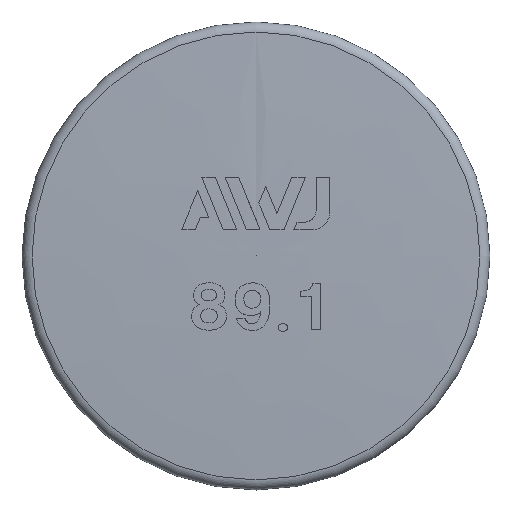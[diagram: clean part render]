
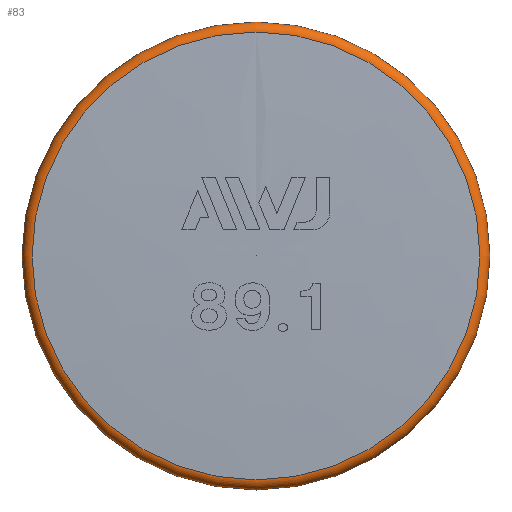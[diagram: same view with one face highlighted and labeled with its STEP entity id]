
A CAD part, top view. The second image highlights one B-rep face of the part: STEP entity #83.
In plain terms, the highlighted toroidal (fillet/blend) face has major radius 42.55 mm and minor radius 2 mm.
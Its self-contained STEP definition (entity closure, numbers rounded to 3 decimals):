
#83 = ADVANCED_FACE( '', ( #185, #186 ), #187, .T. );
#185 = FACE_OUTER_BOUND( '', #469, .T. );
#186 = FACE_OUTER_BOUND( '', #470, .T. );
#187 = TOROIDAL_SURFACE( '', #471, 42.55, 2. );
#469 = EDGE_LOOP( '', ( #966 ) );
#470 = EDGE_LOOP( '', ( #967 ) );
#471 = AXIS2_PLACEMENT_3D( '', #968, #969, #970 );
#966 = ORIENTED_EDGE( '', *, *, #1586, .F. );
#967 = ORIENTED_EDGE( '', *, *, #1555, .T. );
#968 = CARTESIAN_POINT( '', ( 0., 0., 25.09 ) );
#969 = DIRECTION( '', ( 0., 0., -1. ) );
#970 = DIRECTION( '', ( 0., 1., 0. ) );
#1555 = EDGE_CURVE( '', #1739, #1739, #1740, .T. );
#1586 = EDGE_CURVE( '', #1794, #1794, #1795, .T. );
#1739 = VERTEX_POINT( '', #2332 );
#1740 = CIRCLE( '', #2333, 42.64 );
#1794 = VERTEX_POINT( '', #2582 );
#1795 = CIRCLE( '', #2583, 44.55 );
#2332 = CARTESIAN_POINT( '', ( 0., 42.64, 27.088 ) );
#2333 = AXIS2_PLACEMENT_3D( '', #3455, #3456, #3457 );
#2582 = CARTESIAN_POINT( '', ( 0., 44.55, 25.09 ) );
#2583 = AXIS2_PLACEMENT_3D( '', #3463, #3464, #3465 );
#3455 = CARTESIAN_POINT( '', ( 0., 0., 27.088 ) );
#3456 = DIRECTION( '', ( 0., 0., -1. ) );
#3457 = DIRECTION( '', ( 0., 1., 0. ) );
#3463 = CARTESIAN_POINT( '', ( 0., 0., 25.09 ) );
#3464 = DIRECTION( '', ( 0., 0., -1. ) );
#3465 = DIRECTION( '', ( 0., 1., 0. ) );
